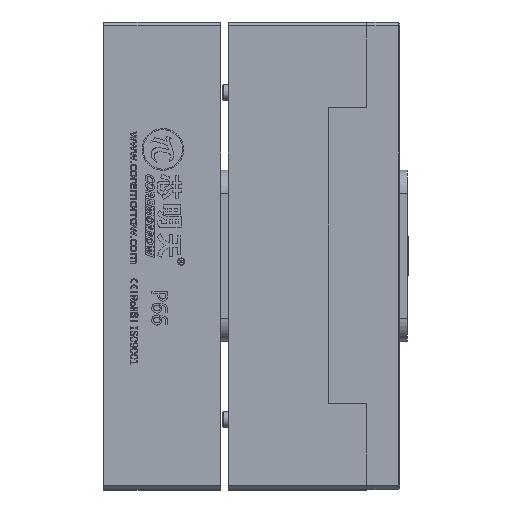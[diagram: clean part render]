
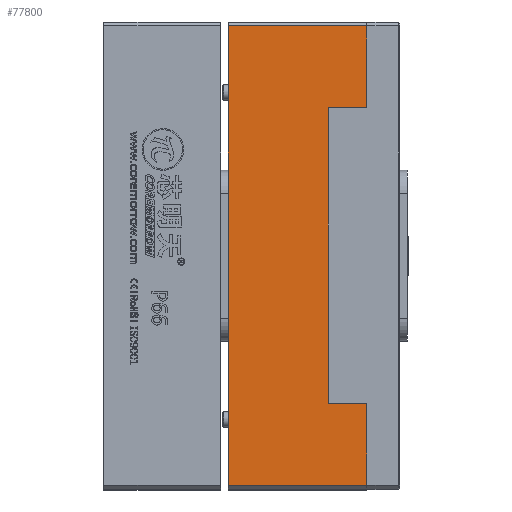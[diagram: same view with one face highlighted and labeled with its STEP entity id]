
A CAD part, top view. The second image highlights one B-rep face of the part: STEP entity #77800.
In plain terms, the highlighted face is planar.
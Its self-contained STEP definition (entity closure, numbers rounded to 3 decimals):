
#1355 = CARTESIAN_POINT ( 'NONE',  ( -19., 30., 12.8 ) ) ;
#1706 = VERTEX_POINT ( 'NONE', #32826 ) ;
#2402 = VECTOR ( 'NONE', #122102, 1000. ) ;
#3287 = DIRECTION ( 'NONE',  ( 0., 0., -1. ) ) ;
#4553 = FACE_OUTER_BOUND ( 'NONE', #40401, .T. ) ;
#5211 = CARTESIAN_POINT ( 'NONE',  ( 29.5, 30., 0. ) ) ;
#6327 = CARTESIAN_POINT ( 'NONE',  ( 29.5, 30., 23. ) ) ;
#8652 = DIRECTION ( 'NONE',  ( -1., 0., 0. ) ) ;
#10793 = AXIS2_PLACEMENT_3D ( 'NONE', #53598, #63784, #3287 ) ;
#13080 = VERTEX_POINT ( 'NONE', #129306 ) ;
#14724 = VECTOR ( 'NONE', #8652, 1000. ) ;
#16486 = DIRECTION ( 'NONE',  ( 0., 0., -1. ) ) ;
#16622 = LINE ( 'NONE', #86287, #120861 ) ;
#22442 = ORIENTED_EDGE ( 'NONE', *, *, #37215, .T. ) ;
#29263 = LINE ( 'NONE', #91656, #2402 ) ;
#31157 = DIRECTION ( 'NONE',  ( 0., 0., 1. ) ) ;
#32765 = EDGE_CURVE ( 'NONE', #93549, #84917, #126886, .T. ) ;
#32826 = CARTESIAN_POINT ( 'NONE',  ( -29.5, 30., 0. ) ) ;
#35229 = LINE ( 'NONE', #112823, #112647 ) ;
#36012 = DIRECTION ( 'NONE',  ( 1., 0., 0. ) ) ;
#37215 = EDGE_CURVE ( 'NONE', #119697, #95060, #117118, .T. ) ;
#37227 = ORIENTED_EDGE ( 'NONE', *, *, #54188, .F. ) ;
#40401 = EDGE_LOOP ( 'NONE', ( #37227, #123273, #83894, #113701, #112857, #22442, #112573, #99251 ) ) ;
#44035 = VECTOR ( 'NONE', #49143, 1000. ) ;
#46457 = CARTESIAN_POINT ( 'NONE',  ( -29.5, 30., 17.8 ) ) ;
#49143 = DIRECTION ( 'NONE',  ( -1., 0., 0. ) ) ;
#53598 = CARTESIAN_POINT ( 'NONE',  ( -30., 30., 23. ) ) ;
#53763 = CARTESIAN_POINT ( 'NONE',  ( 19., 30., 17.8 ) ) ;
#54188 = EDGE_CURVE ( 'NONE', #13080, #84917, #95297, .T. ) ;
#54305 = EDGE_CURVE ( 'NONE', #1706, #59742, #35229, .T. ) ;
#59742 = VERTEX_POINT ( 'NONE', #46457 ) ;
#62554 = DIRECTION ( 'NONE',  ( 0., 0., -1. ) ) ;
#63784 = DIRECTION ( 'NONE',  ( 0., -1., 0. ) ) ;
#67438 = EDGE_CURVE ( 'NONE', #95060, #93549, #16622, .T. ) ;
#71240 = CARTESIAN_POINT ( 'NONE',  ( 19., 30., 12.8 ) ) ;
#77633 = EDGE_CURVE ( 'NONE', #111316, #1706, #121467, .T. ) ;
#77800 = ADVANCED_FACE ( 'NONE', ( #4553 ), #114142, .F. ) ;
#77933 = LINE ( 'NONE', #6327, #128496 ) ;
#83894 = ORIENTED_EDGE ( 'NONE', *, *, #77633, .T. ) ;
#84917 = VERTEX_POINT ( 'NONE', #53763 ) ;
#86287 = CARTESIAN_POINT ( 'NONE',  ( -30., 30., 12.8 ) ) ;
#89444 = CARTESIAN_POINT ( 'NONE',  ( -30., 30., 17.8 ) ) ;
#90202 = VECTOR ( 'NONE', #62554, 1000. ) ;
#91656 = CARTESIAN_POINT ( 'NONE',  ( -30., 30., 17.8 ) ) ;
#91951 = EDGE_CURVE ( 'NONE', #13080, #111316, #77933, .T. ) ;
#93549 = VERTEX_POINT ( 'NONE', #71240 ) ;
#95060 = VERTEX_POINT ( 'NONE', #1355 ) ;
#95297 = LINE ( 'NONE', #89444, #14724 ) ;
#99251 = ORIENTED_EDGE ( 'NONE', *, *, #32765, .T. ) ;
#100030 = VECTOR ( 'NONE', #129777, 1000. ) ;
#102725 = CARTESIAN_POINT ( 'NONE',  ( -19., 30., 23. ) ) ;
#109706 = CARTESIAN_POINT ( 'NONE',  ( -30., 30., 0. ) ) ;
#111316 = VERTEX_POINT ( 'NONE', #5211 ) ;
#112573 = ORIENTED_EDGE ( 'NONE', *, *, #67438, .T. ) ;
#112647 = VECTOR ( 'NONE', #31157, 1000. ) ;
#112823 = CARTESIAN_POINT ( 'NONE',  ( -29.5, 30., 23. ) ) ;
#112857 = ORIENTED_EDGE ( 'NONE', *, *, #119613, .F. ) ;
#113701 = ORIENTED_EDGE ( 'NONE', *, *, #54305, .T. ) ;
#114142 = PLANE ( 'NONE',  #10793 ) ;
#117118 = LINE ( 'NONE', #102725, #90202 ) ;
#119356 = CARTESIAN_POINT ( 'NONE',  ( -19., 30., 17.8 ) ) ;
#119613 = EDGE_CURVE ( 'NONE', #119697, #59742, #29263, .T. ) ;
#119658 = CARTESIAN_POINT ( 'NONE',  ( 19., 30., 23. ) ) ;
#119697 = VERTEX_POINT ( 'NONE', #119356 ) ;
#120861 = VECTOR ( 'NONE', #36012, 1000. ) ;
#121467 = LINE ( 'NONE', #109706, #44035 ) ;
#122102 = DIRECTION ( 'NONE',  ( -1., 0., 0. ) ) ;
#123273 = ORIENTED_EDGE ( 'NONE', *, *, #91951, .T. ) ;
#126886 = LINE ( 'NONE', #119658, #100030 ) ;
#128496 = VECTOR ( 'NONE', #16486, 1000. ) ;
#129306 = CARTESIAN_POINT ( 'NONE',  ( 29.5, 30., 17.8 ) ) ;
#129777 = DIRECTION ( 'NONE',  ( 0., 0., 1. ) ) ;
